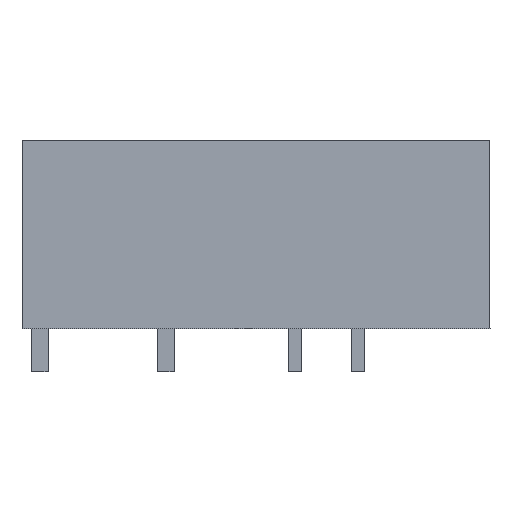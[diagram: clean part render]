
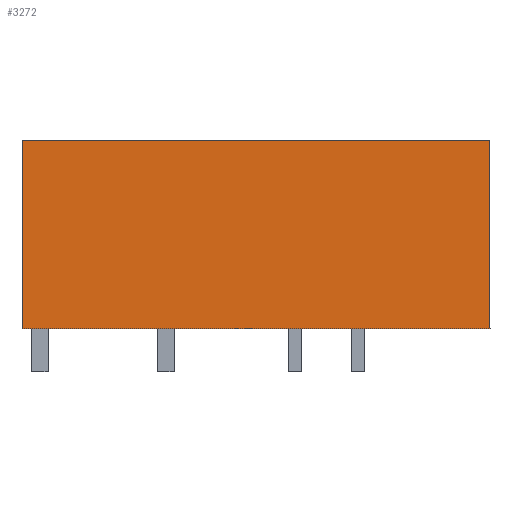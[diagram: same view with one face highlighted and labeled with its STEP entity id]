
A CAD part, left-side view. The second image highlights one B-rep face of the part: STEP entity #3272.
In plain terms, the highlighted planar face has unit normal (-1, 0, 0).
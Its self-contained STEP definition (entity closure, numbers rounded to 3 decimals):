
#3259=AXIS2_PLACEMENT_3D('Plane Axis2P3D',#3256,#3257,#3258) ;
#1238=CARTESIAN_POINT('Vertex',(0.,28.3,2.6)) ;
#1241=CARTESIAN_POINT('Line Origine',(0.,28.3,8.3)) ;
#1245=CARTESIAN_POINT('Vertex',(0.,28.3,14.)) ;
#1273=CARTESIAN_POINT('Line Origine',(0.,14.15,14.)) ;
#1277=CARTESIAN_POINT('Vertex',(0.,0.,14.)) ;
#2800=CARTESIAN_POINT('Line Origine',(0.,0.,8.3)) ;
#2804=CARTESIAN_POINT('Vertex',(0.,0.,2.6)) ;
#3256=CARTESIAN_POINT('Axis2P3D Location',(0.,28.3,-0.9)) ;
#3261=CARTESIAN_POINT('Line Origine',(0.,14.15,2.6)) ;
#1242=DIRECTION('Vector Direction',(0.,0.,1.)) ;
#1274=DIRECTION('Vector Direction',(0.,1.,0.)) ;
#2801=DIRECTION('Vector Direction',(0.,0.,-1.)) ;
#3257=DIRECTION('Axis2P3D Direction',(-1.,0.,0.)) ;
#3258=DIRECTION('Axis2P3D XDirection',(0.,-1.,0.)) ;
#3262=DIRECTION('Vector Direction',(0.,1.,0.)) ;
#1243=VECTOR('Line Direction',#1242,1.) ;
#1275=VECTOR('Line Direction',#1274,1.) ;
#2802=VECTOR('Line Direction',#2801,1.) ;
#3263=VECTOR('Line Direction',#3262,1.) ;
#3267=ORIENTED_EDGE('',*,*,#3265,.F.) ;
#3268=ORIENTED_EDGE('',*,*,#2806,.F.) ;
#3269=ORIENTED_EDGE('',*,*,#1279,.T.) ;
#3270=ORIENTED_EDGE('',*,*,#1247,.T.) ;
#3272=ADVANCED_FACE('housing',(#3271),#3260,.T.) ;
#1247=EDGE_CURVE('',#1246,#1239,#1244,.F.) ;
#1279=EDGE_CURVE('',#1278,#1246,#1276,.T.) ;
#2806=EDGE_CURVE('',#1278,#2805,#2803,.T.) ;
#3265=EDGE_CURVE('',#2805,#1239,#3264,.T.) ;
#3266=EDGE_LOOP('',(#3267,#3268,#3269,#3270)) ;
#3271=FACE_OUTER_BOUND('',#3266,.T.) ;
#1244=LINE('Line',#1241,#1243) ;
#1276=LINE('Line',#1273,#1275) ;
#2803=LINE('Line',#2800,#2802) ;
#3264=LINE('Line',#3261,#3263) ;
#3260=PLANE('',#3259) ;
#1239=VERTEX_POINT('',#1238) ;
#1246=VERTEX_POINT('',#1245) ;
#1278=VERTEX_POINT('',#1277) ;
#2805=VERTEX_POINT('',#2804) ;
